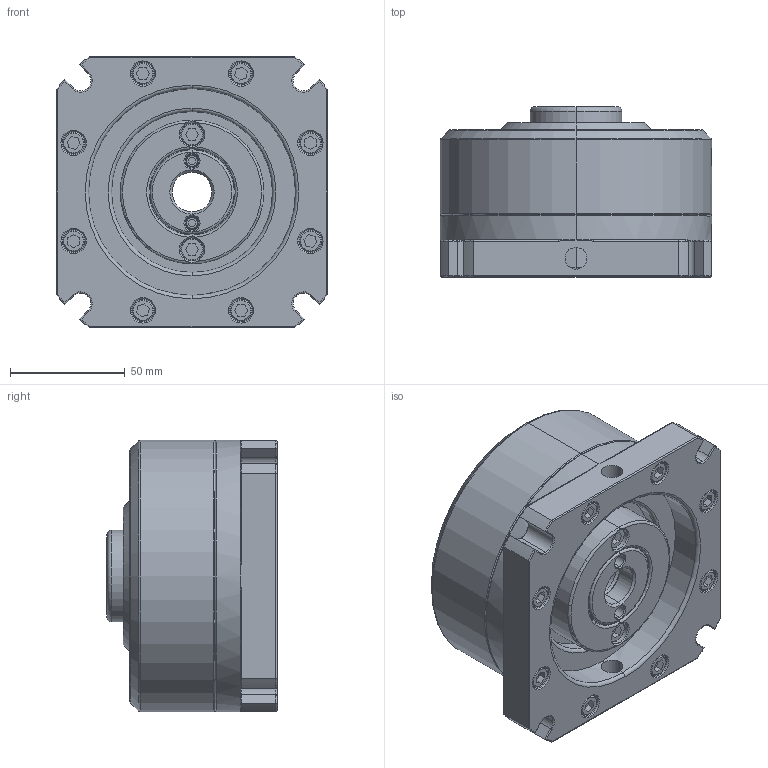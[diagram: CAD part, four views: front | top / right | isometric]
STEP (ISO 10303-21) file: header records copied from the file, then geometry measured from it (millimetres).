
FILE_DESCRIPTION (( 'STEP AP214' ), '1' );
FILE_NAME ('JAS-15.STEP', '2020-06-19T05:43:32', ( 'Microsoft' ), ( 'Microsoft' ), 'SwSTEP 2.0', 'SolidWorks 2016', '' );
FILE_SCHEMA (( 'AUTOMOTIVE_DESIGN' ));
Length unit declared in the file: millimetre
Products named in the file (1): JAS-15
Bounding box: 118 x 74 x 118 mm (x, y, z)
Volume: 663502.2 mm3; surface area: 71712.7 mm2
Topology: 1 solids, 1 shells, 395 faces, 902 edges, 541 vertices
Faces by surface type: plane 137, cylinder 120, torus 64, cone 62, bspline 12
Entity records: 13472 total; most frequent: CARTESIAN_POINT 3281, DIRECTION 1958, ORIENTED_EDGE 1784, EDGE_CURVE 892, AXIS2_PLACEMENT_3D 761, VERTEX_POINT 541, EDGE_LOOP 443, VECTOR 436
